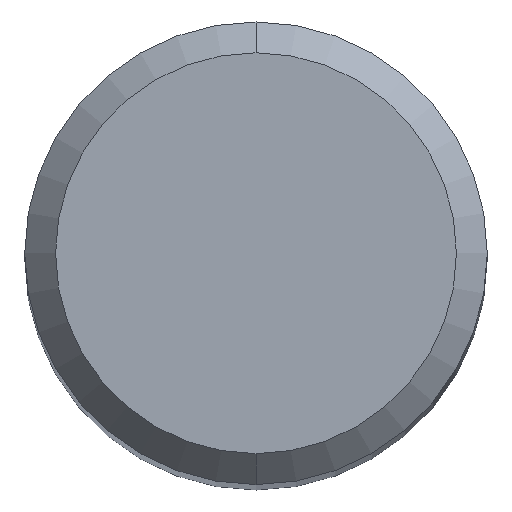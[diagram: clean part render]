
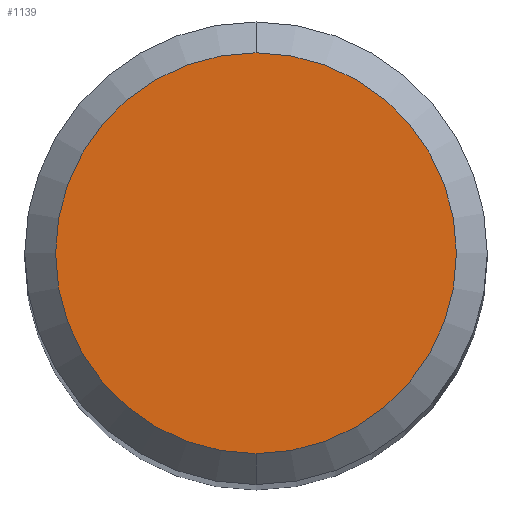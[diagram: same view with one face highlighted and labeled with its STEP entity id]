
A CAD part, top view. The second image highlights one B-rep face of the part: STEP entity #1139.
In plain terms, the highlighted planar face has unit normal (0, 0, 1).
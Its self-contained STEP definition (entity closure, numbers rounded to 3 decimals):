
#1053=VERTEX_POINT('',#2108);
#1101=EDGE_CURVE('',#1053,#1517,#2161,.T.);
#1139=ADVANCED_FACE('',(#2202),#2203,.T.);
#1297=EDGE_CURVE('',#1517,#1053,#2380,.T.);
#1517=VERTEX_POINT('',#2622);
#2108=CARTESIAN_POINT('',(0.,-2.6,0.0));
#2161=CIRCLE('',#5809,2.6);
#2202=FACE_OUTER_BOUND('',#6061,.T.);
#2203=PLANE('',#6062);
#2380=CIRCLE('',#6804,2.6);
#2622=CARTESIAN_POINT('',(0.0,2.6,0.0));
#5809=AXIS2_PLACEMENT_3D('',#8607,#8608,#8609);
#6061=EDGE_LOOP('',(#8649,#8650));
#6062=AXIS2_PLACEMENT_3D('',#8651,#8652,#8653);
#6804=AXIS2_PLACEMENT_3D('',#8857,#8858,#8859);
#8607=CARTESIAN_POINT('',(0.0,0.0,0.0));
#8608=DIRECTION('',(0.0,0.0,-1.0));
#8609=DIRECTION('',(0.0,1.0,0.0));
#8649=ORIENTED_EDGE('',*,*,#1297,.F.);
#8650=ORIENTED_EDGE('',*,*,#1101,.F.);
#8651=CARTESIAN_POINT('',(0.0,1.3,0.0));
#8652=DIRECTION('',(-0.0,0.0,1.0));
#8653=DIRECTION('',(0.0,-1.0,0.0));
#8857=CARTESIAN_POINT('',(0.0,0.0,0.0));
#8858=DIRECTION('',(0.0,0.0,-1.0));
#8859=DIRECTION('',(0.0,1.0,0.0));
